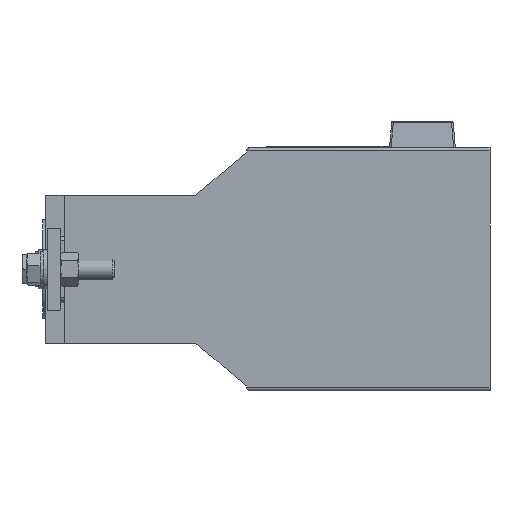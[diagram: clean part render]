
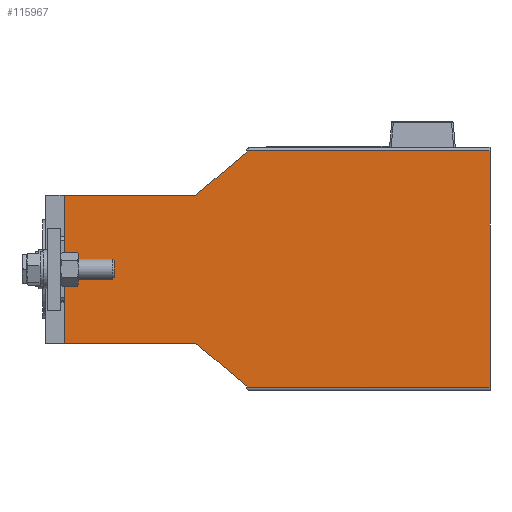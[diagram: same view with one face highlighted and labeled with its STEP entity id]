
A CAD part, left-side view. The second image highlights one B-rep face of the part: STEP entity #115967.
In plain terms, the highlighted planar face has unit normal (-1, 0, 0).
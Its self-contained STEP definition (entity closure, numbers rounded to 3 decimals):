
#5401 = DIRECTION ( 'NONE',  ( -1., 0., 0. ) ) ;
#7433 = VECTOR ( 'NONE', #186663, 1000. ) ;
#8064 = CARTESIAN_POINT ( 'NONE',  ( -131., 259., 45. ) ) ;
#9548 = DIRECTION ( 'NONE',  ( 1., 0., 0. ) ) ;
#10152 = EDGE_CURVE ( 'NONE', #86895, #117229, #148772, .T. ) ;
#12812 = ORIENTED_EDGE ( 'NONE', *, *, #196247, .F. ) ;
#13782 = ORIENTED_EDGE ( 'NONE', *, *, #44073, .F. ) ;
#14761 = LINE ( 'NONE', #50811, #174806 ) ;
#14972 = EDGE_CURVE ( 'NONE', #177207, #142655, #93671, .T. ) ;
#15745 = CARTESIAN_POINT ( 'NONE',  ( -131., 147.996, -72. ) ) ;
#18757 = EDGE_CURVE ( 'NONE', #35322, #23806, #135522, .T. ) ;
#20770 = VERTEX_POINT ( 'NONE', #105689 ) ;
#20844 = CARTESIAN_POINT ( 'NONE',  ( -131., 270., -45. ) ) ;
#23260 = ORIENTED_EDGE ( 'NONE', *, *, #164767, .F. ) ;
#23330 = CARTESIAN_POINT ( 'NONE',  ( -131., 259., 71.867 ) ) ;
#23408 = VECTOR ( 'NONE', #44690, 1000. ) ;
#23806 = VERTEX_POINT ( 'NONE', #177682 ) ;
#23839 = VECTOR ( 'NONE', #189983, 1000. ) ;
#28740 = LINE ( 'NONE', #143278, #23839 ) ;
#33288 = VERTEX_POINT ( 'NONE', #169539 ) ;
#34930 = CARTESIAN_POINT ( 'NONE',  ( -131., 148., 71. ) ) ;
#35322 = VERTEX_POINT ( 'NONE', #8064 ) ;
#36535 = DIRECTION ( 'NONE',  ( 0., 1., 0. ) ) ;
#41469 = ORIENTED_EDGE ( 'NONE', *, *, #61668, .F. ) ;
#43083 = CIRCLE ( 'NONE', #182267, 2.133 ) ;
#43544 = VECTOR ( 'NONE', #197501, 1000. ) ;
#43838 = VERTEX_POINT ( 'NONE', #105901 ) ;
#44073 = EDGE_CURVE ( 'NONE', #142655, #33288, #28740, .T. ) ;
#44690 = DIRECTION ( 'NONE',  ( 0., 0., 1. ) ) ;
#50811 = CARTESIAN_POINT ( 'NONE',  ( -131., 148., -71. ) ) ;
#51046 = VECTOR ( 'NONE', #36535, 1000. ) ;
#56835 = ORIENTED_EDGE ( 'NONE', *, *, #189131, .F. ) ;
#59788 = DIRECTION ( 'NONE',  ( 1., 0., 0. ) ) ;
#61200 = EDGE_CURVE ( 'NONE', #117229, #177207, #43083, .T. ) ;
#61668 = EDGE_CURVE ( 'NONE', #43838, #123390, #101007, .T. ) ;
#64382 = CARTESIAN_POINT ( 'NONE',  ( -131., 0., 72. ) ) ;
#70204 = ORIENTED_EDGE ( 'NONE', *, *, #80897, .T. ) ;
#76288 = CARTESIAN_POINT ( 'NONE',  ( -131., 147.996, 72. ) ) ;
#76498 = CARTESIAN_POINT ( 'NONE',  ( -131., 178.986, -45. ) ) ;
#77382 = ORIENTED_EDGE ( 'NONE', *, *, #105937, .F. ) ;
#80454 = CARTESIAN_POINT ( 'NONE',  ( -131., 169., 72. ) ) ;
#80897 = EDGE_CURVE ( 'NONE', #165532, #33288, #125957, .T. ) ;
#81171 = LINE ( 'NONE', #34930, #117526 ) ;
#86895 = VERTEX_POINT ( 'NONE', #121214 ) ;
#93671 = LINE ( 'NONE', #80454, #176134 ) ;
#93824 = CARTESIAN_POINT ( 'NONE',  ( -131., 270., 45. ) ) ;
#99051 = VERTEX_POINT ( 'NONE', #76498 ) ;
#101007 = LINE ( 'NONE', #167986, #23408 ) ;
#101505 = CARTESIAN_POINT ( 'NONE',  ( -131., 148., 71.867 ) ) ;
#102430 = CARTESIAN_POINT ( 'NONE',  ( -131., 145.867, -71.867 ) ) ;
#105689 = CARTESIAN_POINT ( 'NONE',  ( -131., 178.986, 45. ) ) ;
#105901 = CARTESIAN_POINT ( 'NONE',  ( -131., 148., -71.867 ) ) ;
#105937 = EDGE_CURVE ( 'NONE', #165532, #43838, #147154, .T. ) ;
#107104 = ORIENTED_EDGE ( 'NONE', *, *, #18757, .T. ) ;
#114009 = DIRECTION ( 'NONE',  ( 0., 0., 1. ) ) ;
#115967 = ADVANCED_FACE ( 'NONE', ( #142252 ), #160126, .T. ) ;
#117229 = VERTEX_POINT ( 'NONE', #134485 ) ;
#117526 = VECTOR ( 'NONE', #127641, 1000. ) ;
#118060 = DIRECTION ( 'NONE',  ( 0., 0., -1. ) ) ;
#118789 = ORIENTED_EDGE ( 'NONE', *, *, #14972, .F. ) ;
#118852 = CARTESIAN_POINT ( 'NONE',  ( -131., 169., -72. ) ) ;
#121214 = CARTESIAN_POINT ( 'NONE',  ( -131., 148., 71. ) ) ;
#123390 = VERTEX_POINT ( 'NONE', #199181 ) ;
#125957 = LINE ( 'NONE', #118852, #43544 ) ;
#127641 = DIRECTION ( 'NONE',  ( 0., -0.766, 0.643 ) ) ;
#133388 = LINE ( 'NONE', #20844, #51046 ) ;
#134485 = CARTESIAN_POINT ( 'NONE',  ( -131., 148., 71.867 ) ) ;
#135522 = LINE ( 'NONE', #23330, #181560 ) ;
#137851 = ORIENTED_EDGE ( 'NONE', *, *, #10152, .F. ) ;
#142252 = FACE_OUTER_BOUND ( 'NONE', #176196, .T. ) ;
#142655 = VERTEX_POINT ( 'NONE', #64382 ) ;
#143278 = CARTESIAN_POINT ( 'NONE',  ( -131., 0., 74. ) ) ;
#147154 = CIRCLE ( 'NONE', #200952, 2.133 ) ;
#147381 = DIRECTION ( 'NONE',  ( 0., 0., -1. ) ) ;
#148772 = LINE ( 'NONE', #101505, #185107 ) ;
#152750 = CARTESIAN_POINT ( 'NONE',  ( -131., 145.867, 71.867 ) ) ;
#156499 = ORIENTED_EDGE ( 'NONE', *, *, #195502, .F. ) ;
#160126 = PLANE ( 'NONE',  #187963 ) ;
#160600 = DIRECTION ( 'NONE',  ( 0., 0.766, 0.643 ) ) ;
#164170 = ORIENTED_EDGE ( 'NONE', *, *, #61200, .F. ) ;
#164767 = EDGE_CURVE ( 'NONE', #123390, #99051, #14761, .T. ) ;
#165532 = VERTEX_POINT ( 'NONE', #15745 ) ;
#167578 = LINE ( 'NONE', #93824, #7433 ) ;
#167986 = CARTESIAN_POINT ( 'NONE',  ( -131., 148., -71.867 ) ) ;
#168222 = DIRECTION ( 'NONE',  ( 0., 0., 1. ) ) ;
#169191 = DIRECTION ( 'NONE',  ( 0., 0., 1. ) ) ;
#169539 = CARTESIAN_POINT ( 'NONE',  ( -131., 0., -72. ) ) ;
#174806 = VECTOR ( 'NONE', #160600, 1000. ) ;
#175607 = CARTESIAN_POINT ( 'NONE',  ( -131., 145.867, 71.867 ) ) ;
#176134 = VECTOR ( 'NONE', #188890, 1000. ) ;
#176196 = EDGE_LOOP ( 'NONE', ( #70204, #13782, #118789, #164170, #137851, #156499, #56835, #107104, #12812, #23260, #41469, #77382 ) ) ;
#177207 = VERTEX_POINT ( 'NONE', #76288 ) ;
#177682 = CARTESIAN_POINT ( 'NONE',  ( -131., 259., -45. ) ) ;
#181560 = VECTOR ( 'NONE', #147381, 1000. ) ;
#182267 = AXIS2_PLACEMENT_3D ( 'NONE', #152750, #59788, #168222 ) ;
#185107 = VECTOR ( 'NONE', #169191, 1000. ) ;
#186663 = DIRECTION ( 'NONE',  ( 0., -1., 0. ) ) ;
#187963 = AXIS2_PLACEMENT_3D ( 'NONE', #175607, #5401, #114009 ) ;
#188890 = DIRECTION ( 'NONE',  ( 0., -1., 0. ) ) ;
#189131 = EDGE_CURVE ( 'NONE', #35322, #20770, #167578, .T. ) ;
#189983 = DIRECTION ( 'NONE',  ( 0., 0., -1. ) ) ;
#195502 = EDGE_CURVE ( 'NONE', #20770, #86895, #81171, .T. ) ;
#196247 = EDGE_CURVE ( 'NONE', #99051, #23806, #133388, .T. ) ;
#197501 = DIRECTION ( 'NONE',  ( 0., -1., 0. ) ) ;
#199181 = CARTESIAN_POINT ( 'NONE',  ( -131., 148., -71. ) ) ;
#200952 = AXIS2_PLACEMENT_3D ( 'NONE', #102430, #9548, #118060 ) ;
